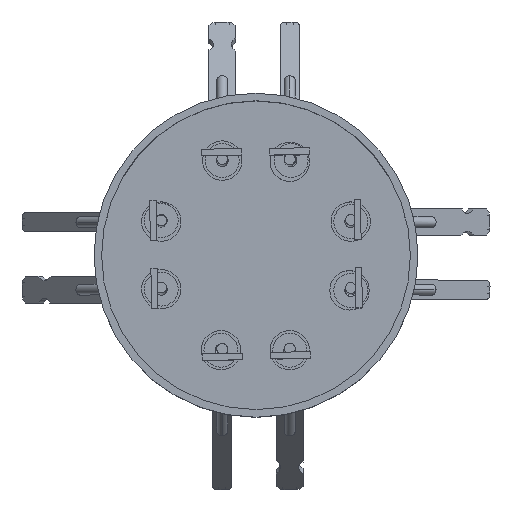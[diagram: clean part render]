
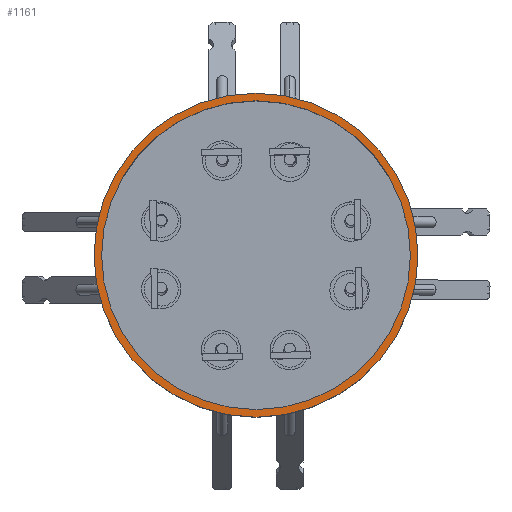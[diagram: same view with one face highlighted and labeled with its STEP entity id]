
A CAD part, top view. The second image highlights one B-rep face of the part: STEP entity #1161.
In plain terms, the highlighted planar face has unit normal (0, 0, 1).
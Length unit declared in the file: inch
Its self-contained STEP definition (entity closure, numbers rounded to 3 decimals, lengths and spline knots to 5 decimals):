
#1069 = EDGE_CURVE ( 'NONE', #1442, #1443, #4385, .T. ) ;
#1071 = EDGE_CURVE ( 'NONE', #1440, #1441, #4387, .T. ) ;
#1161 = ADVANCED_FACE ( 'NONE', ( #10842, #10843 ), #10844, .T. ) ;
#1440 = VERTEX_POINT ( 'NONE', #13125 ) ;
#1441 = VERTEX_POINT ( 'NONE', #13126 ) ;
#1442 = VERTEX_POINT ( 'NONE', #13127 ) ;
#1443 = VERTEX_POINT ( 'NONE', #13128 ) ;
#1947 = ORIENTED_EDGE ( 'NONE', *, *, #4209, .F. ) ;
#1948 = ORIENTED_EDGE ( 'NONE', *, *, #1069, .F. ) ;
#1949 = ORIENTED_EDGE ( 'NONE', *, *, #4208, .T. ) ;
#1950 = ORIENTED_EDGE ( 'NONE', *, *, #1071, .T. ) ;
#3100 = EDGE_LOOP ( 'NONE', ( #1947, #1948 ) ) ;
#3101 = EDGE_LOOP ( 'NONE', ( #1949, #1950 ) ) ;
#4208 = EDGE_CURVE ( 'NONE', #1441, #1440, #16434, .T. ) ;
#4209 = EDGE_CURVE ( 'NONE', #1443, #1442, #16436, .T. ) ;
#4385 = CIRCLE ( 'NONE', #4389, 0.7135 ) ;
#4387 = CIRCLE ( 'NONE', #4392, 0.7485 ) ;
#4389 = AXIS2_PLACEMENT_3D ( 'NONE', #10245, #10247, #10249 ) ;
#4392 = AXIS2_PLACEMENT_3D ( 'NONE', #10261, #10263, #10265 ) ;
#4646 = CARTESIAN_POINT ( 'NONE',  ( 0., 0., 0.5 ) ) ;
#4647 = DIRECTION ( 'NONE',  ( 0., 0., 1. ) ) ;
#4648 = DIRECTION ( 'NONE',  ( 1., 0., 0. ) ) ;
#4649 = CARTESIAN_POINT ( 'NONE',  ( 0., 0., 0.5 ) ) ;
#4650 = DIRECTION ( 'NONE',  ( 0., 0., 1. ) ) ;
#4651 = DIRECTION ( 'NONE',  ( 1., 0., 0. ) ) ;
#10245 = CARTESIAN_POINT ( 'NONE',  ( 0., 0., 0.5 ) ) ;
#10247 = DIRECTION ( 'NONE',  ( 0., 0., 1. ) ) ;
#10249 = DIRECTION ( 'NONE',  ( 1., 0., 0. ) ) ;
#10261 = CARTESIAN_POINT ( 'NONE',  ( 0., 0., 0.5 ) ) ;
#10263 = DIRECTION ( 'NONE',  ( 0., 0., 1. ) ) ;
#10265 = DIRECTION ( 'NONE',  ( 1., 0., 0. ) ) ;
#10838 = CARTESIAN_POINT ( 'NONE',  ( 0., 0., 0.5 ) ) ;
#10842 = FACE_BOUND ( 'NONE', #3100, .T. ) ;
#10843 = FACE_OUTER_BOUND ( 'NONE', #3101, .T. ) ;
#10844 = PLANE ( 'NONE',  #15436 ) ;
#10846 = DIRECTION ( 'NONE',  ( 0., 0., 1. ) ) ;
#10847 = DIRECTION ( 'NONE',  ( 1., 0., 0. ) ) ;
#13125 = CARTESIAN_POINT ( 'NONE',  ( 0.7485, 0., 0.5 ) ) ;
#13126 = CARTESIAN_POINT ( 'NONE',  ( -0.7485, 0., 0.5 ) ) ;
#13127 = CARTESIAN_POINT ( 'NONE',  ( -0.7135, 0., 0.5 ) ) ;
#13128 = CARTESIAN_POINT ( 'NONE',  ( 0.7135, 0., 0.5 ) ) ;
#15436 = AXIS2_PLACEMENT_3D ( 'NONE', #10838, #10846, #10847 ) ;
#16434 = CIRCLE ( 'NONE', #16437, 0.7485 ) ;
#16436 = CIRCLE ( 'NONE', #16439, 0.7135 ) ;
#16437 = AXIS2_PLACEMENT_3D ( 'NONE', #4646, #4647, #4648 ) ;
#16439 = AXIS2_PLACEMENT_3D ( 'NONE', #4649, #4650, #4651 ) ;
